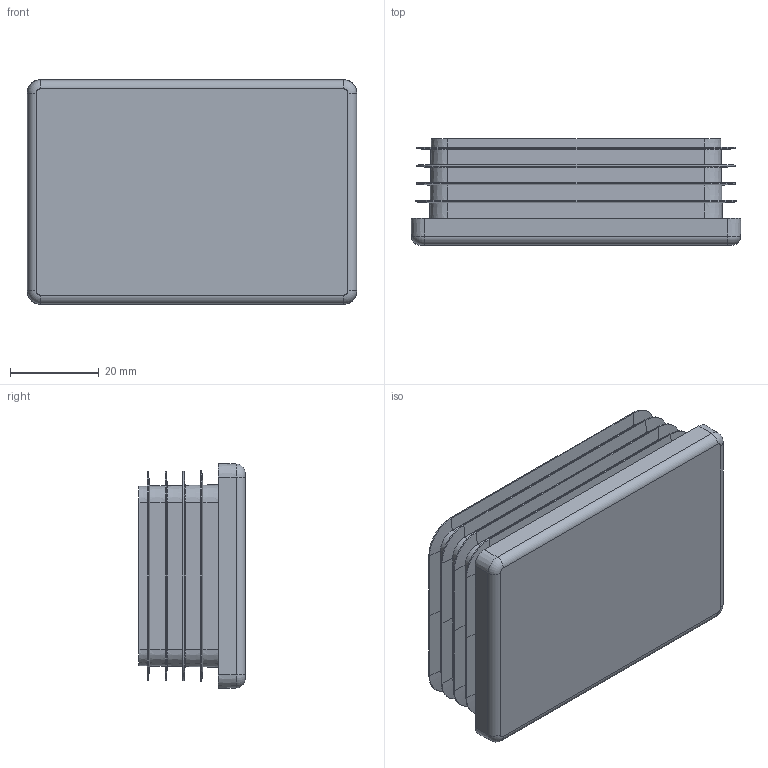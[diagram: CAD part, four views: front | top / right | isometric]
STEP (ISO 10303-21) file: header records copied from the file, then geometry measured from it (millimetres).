
FILE_DESCRIPTION (( 'STEP AP214' ), '1' );
FILE_NAME ('00454 Rectangle Squar Plug 74.3 x 50 Black.STEP', '2025-07-15T01:48:11', ( '' ), ( '' ), 'SwSTEP 2.0', 'SolidWorks 2025', '' );
FILE_SCHEMA (( 'AUTOMOTIVE_DESIGN' ));
Length unit declared in the file: millimetre
Products named in the file (1): 00454 Rectangle Squar Plug 74.3 x 50 Black
Bounding box: 74.3 x 23.9 x 50.6 mm (x, y, z)
Volume: 27588.3 mm3; surface area: 21235.3 mm2
Topology: 1 solids, 1 shells, 179 faces, 378 edges, 204 vertices
Faces by surface type: plane 109, cone 46, cylinder 20, torus 4
Entity records: 4627 total; most frequent: DIRECTION 842, CARTESIAN_POINT 762, ORIENTED_EDGE 756, EDGE_CURVE 378, AXIS2_PLACEMENT_3D 284, LINE 274, VECTOR 274, VERTEX_POINT 204
